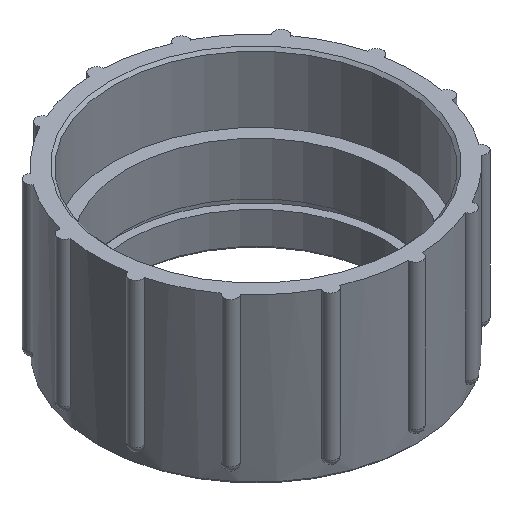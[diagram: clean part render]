
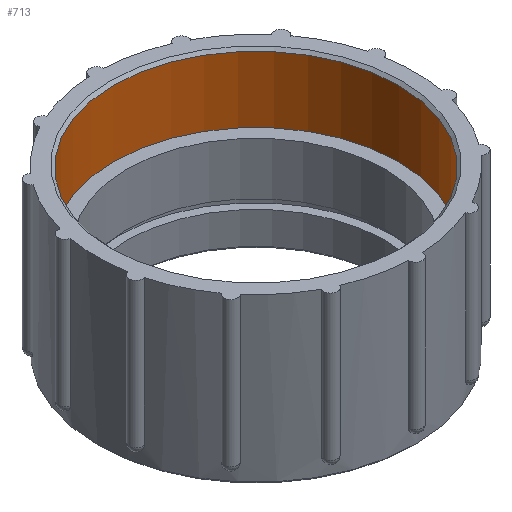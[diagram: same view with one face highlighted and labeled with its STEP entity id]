
A CAD part, isometric view. The second image highlights one B-rep face of the part: STEP entity #713.
In plain terms, the highlighted cylindrical face has radius 25.9 mm (diameter 51.8 mm), a full revolution.
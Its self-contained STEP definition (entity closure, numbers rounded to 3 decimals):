
#116=CYLINDRICAL_SURFACE($,#759,25.9);
#136=FACE_BOUND($,#192,.T.);
#152=FACE_OUTER_BOUND($,#191,.T.);
#191=EDGE_LOOP($,(#491));
#192=EDGE_LOOP($,(#492));
#243=CIRCLE($,#757,25.9);
#245=CIRCLE($,#760,25.9);
#297=VERTEX_POINT($,#1073);
#299=VERTEX_POINT($,#1078);
#379=EDGE_CURVE($,#297,#297,#243,.T.);
#381=EDGE_CURVE($,#299,#299,#245,.T.);
#491=ORIENTED_EDGE($,*,*,#381,.F.);
#492=ORIENTED_EDGE($,*,*,#379,.F.);
#713=ADVANCED_FACE($,(#152,#136),#116,.F.);
#757=AXIS2_PLACEMENT_3D($,#1074,#855,#856);
#759=AXIS2_PLACEMENT_3D($,#1077,#859,#860);
#760=AXIS2_PLACEMENT_3D($,#1079,#861,#862);
#855=DIRECTION('center_axis',(0.,0.,-1.));
#856=DIRECTION('ref_axis',(-1.,0.,0.));
#859=DIRECTION('center_axis',(0.,0.,-1.));
#860=DIRECTION('ref_axis',(-1.,0.,0.));
#861=DIRECTION('center_axis',(0.,0.,1.));
#862=DIRECTION('ref_axis',(-1.,0.,0.));
#1073=CARTESIAN_POINT('',(25.9,0.,29.5));
#1074=CARTESIAN_POINT('Origin',(0.,0.,29.5));
#1077=CARTESIAN_POINT('Origin',(0.,0.,30.));
#1078=CARTESIAN_POINT('',(25.9,0.,17.5));
#1079=CARTESIAN_POINT('Origin',(0.,0.,17.5));
